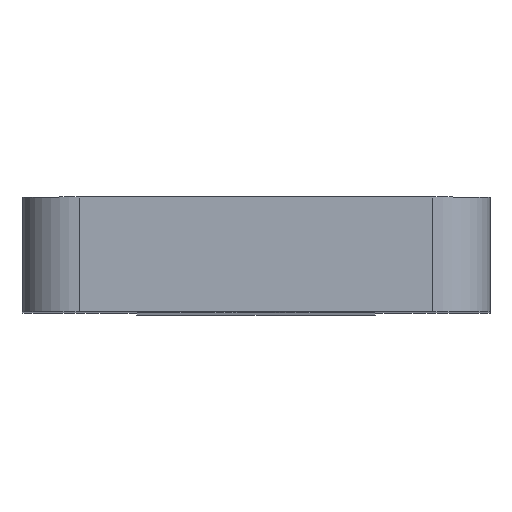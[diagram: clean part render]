
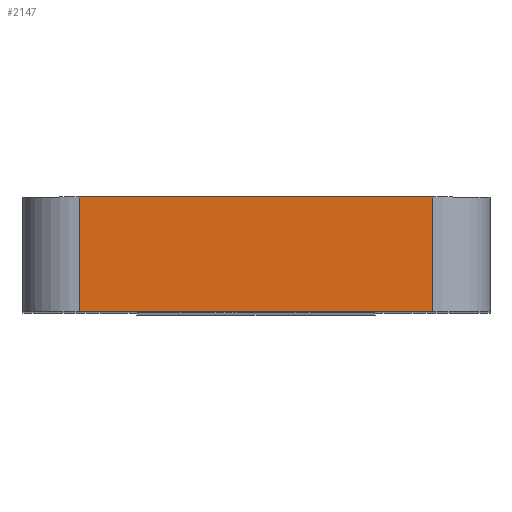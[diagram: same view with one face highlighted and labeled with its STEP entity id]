
A CAD part, top view. The second image highlights one B-rep face of the part: STEP entity #2147.
In plain terms, the highlighted planar face has unit normal (0, 0, 1).
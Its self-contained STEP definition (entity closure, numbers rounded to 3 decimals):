
#37=PLANE('',#2323);
#115=FACE_OUTER_BOUND('',#234,.T.);
#234=EDGE_LOOP('',(#1603,#1604,#1605,#1606));
#353=LINE('',#3132,#593);
#421=LINE('',#3353,#661);
#423=LINE('',#3357,#663);
#424=LINE('',#3358,#664);
#593=VECTOR('',#2501,10.);
#661=VECTOR('',#2667,10.);
#663=VECTOR('',#2671,10.);
#664=VECTOR('',#2672,10.);
#919=VERTEX_POINT('',#3128);
#921=VERTEX_POINT('',#3131);
#1025=VERTEX_POINT('',#3351);
#1026=VERTEX_POINT('',#3356);
#1142=EDGE_CURVE('',#921,#919,#353,.T.);
#1253=EDGE_CURVE('',#1025,#919,#421,.T.);
#1255=EDGE_CURVE('',#1025,#1026,#423,.T.);
#1256=EDGE_CURVE('',#921,#1026,#424,.T.);
#1603=ORIENTED_EDGE('',*,*,#1253,.F.);
#1604=ORIENTED_EDGE('',*,*,#1255,.T.);
#1605=ORIENTED_EDGE('',*,*,#1256,.F.);
#1606=ORIENTED_EDGE('',*,*,#1142,.T.);
#2147=ADVANCED_FACE('',(#115),#37,.T.);
#2323=AXIS2_PLACEMENT_3D('',#3355,#2669,#2670);
#2501=DIRECTION('',(1.,0.,0.));
#2667=DIRECTION('',(0.,-1.,0.));
#2669=DIRECTION('center_axis',(0.,0.,
1.));
#2670=DIRECTION('ref_axis',(1.,0.,0.));
#2671=DIRECTION('',(-1.,0.,0.));
#2672=DIRECTION('',(0.,1.,0.));
#3128=CARTESIAN_POINT('',(15.913,-103.086,155.217));
#3131=CARTESIAN_POINT('',(-14.875,-103.086,155.217));
#3132=CARTESIAN_POINT('',(-9.875,-103.086,155.217));
#3351=CARTESIAN_POINT('',(15.913,-93.086,155.217));
#3353=CARTESIAN_POINT('',(15.913,-93.086,155.217));
#3355=CARTESIAN_POINT('Origin',(-9.875,-93.086,155.217));
#3356=CARTESIAN_POINT('',(-14.875,-93.086,155.217));
#3357=CARTESIAN_POINT('',(10.913,-93.086,155.217));
#3358=CARTESIAN_POINT('',(-14.875,-93.086,155.217));
